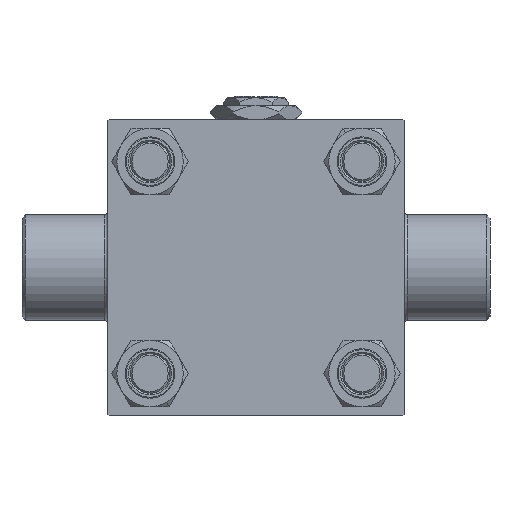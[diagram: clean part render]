
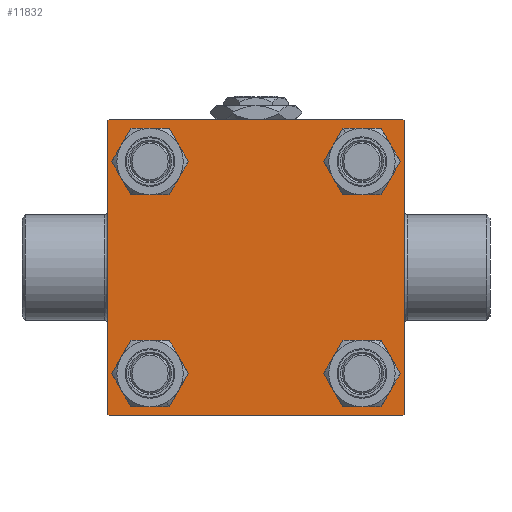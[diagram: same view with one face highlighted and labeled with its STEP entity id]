
A CAD part, left-side view. The second image highlights one B-rep face of the part: STEP entity #11832.
In plain terms, the highlighted planar face has unit normal (-1, 0, 0).
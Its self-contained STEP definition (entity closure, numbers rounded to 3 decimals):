
#134 = CARTESIAN_POINT ( 'NONE',  ( 0., 45., -45. ) ) ;
#461 = VERTEX_POINT ( 'NONE', #30106 ) ;
#1426 = CARTESIAN_POINT ( 'NONE',  ( 0., 45., 44.5 ) ) ;
#1704 = LINE ( 'NONE', #35159, #7933 ) ;
#1863 = VERTEX_POINT ( 'NONE', #32265 ) ;
#2031 = EDGE_CURVE ( 'NONE', #47763, #43944, #1704, .T. ) ;
#2149 = DIRECTION ( 'NONE',  ( 0., 0., -1. ) ) ;
#2170 = FACE_BOUND ( 'NONE', #6885, .T. ) ;
#2198 = EDGE_CURVE ( 'NONE', #13334, #461, #5627, .T. ) ;
#2480 = DIRECTION ( 'NONE',  ( 1., 0., 0. ) ) ;
#2592 = EDGE_CURVE ( 'NONE', #1863, #11702, #36475, .T. ) ;
#2644 = DIRECTION ( 'NONE',  ( 1., 0., 0. ) ) ;
#2785 = ORIENTED_EDGE ( 'NONE', *, *, #35913, .T. ) ;
#2895 = CARTESIAN_POINT ( 'NONE',  ( 0., 44.5, 45. ) ) ;
#3189 = ORIENTED_EDGE ( 'NONE', *, *, #28424, .T. ) ;
#3523 = VECTOR ( 'NONE', #30811, 1000. ) ;
#3817 = DIRECTION ( 'NONE',  ( 0., 0., 1. ) ) ;
#4476 = EDGE_CURVE ( 'NONE', #46020, #43535, #11215, .T. ) ;
#5292 = VERTEX_POINT ( 'NONE', #2895 ) ;
#5557 = DIRECTION ( 'NONE',  ( 0., 0., 1. ) ) ;
#5627 = CIRCLE ( 'NONE', #39628, 6.5 ) ;
#5711 = CARTESIAN_POINT ( 'NONE',  ( 0., -44.5, -45. ) ) ;
#6118 = CARTESIAN_POINT ( 'NONE',  ( 0., 32.15, -32.15 ) ) ;
#6659 = CIRCLE ( 'NONE', #20876, 6.5 ) ;
#6885 = EDGE_LOOP ( 'NONE', ( #46354, #22390 ) ) ;
#7226 = ORIENTED_EDGE ( 'NONE', *, *, #38872, .T. ) ;
#7243 = AXIS2_PLACEMENT_3D ( 'NONE', #11694, #12684, #23087 ) ;
#7541 = VECTOR ( 'NONE', #45708, 1000. ) ;
#7893 = DIRECTION ( 'NONE',  ( 1., 0., 0. ) ) ;
#7933 = VECTOR ( 'NONE', #27968, 1000. ) ;
#8043 = LINE ( 'NONE', #134, #7541 ) ;
#8156 = VECTOR ( 'NONE', #13317, 1000. ) ;
#8957 = CIRCLE ( 'NONE', #19240, 6.5 ) ;
#9326 = LINE ( 'NONE', #24943, #45903 ) ;
#9572 = CIRCLE ( 'NONE', #33313, 6.5 ) ;
#9699 = CIRCLE ( 'NONE', #17626, 6.5 ) ;
#10089 = PLANE ( 'NONE',  #16911 ) ;
#10138 = EDGE_CURVE ( 'NONE', #11702, #1863, #9699, .T. ) ;
#10756 = LINE ( 'NONE', #44698, #30259 ) ;
#11012 = CARTESIAN_POINT ( 'NONE',  ( 0., 32.15, -32.15 ) ) ;
#11215 = CIRCLE ( 'NONE', #7243, 6.5 ) ;
#11694 = CARTESIAN_POINT ( 'NONE',  ( 0., -32.15, 32.15 ) ) ;
#11702 = VERTEX_POINT ( 'NONE', #41485 ) ;
#11832 = ADVANCED_FACE ( 'NONE', ( #39832, #36112, #46748, #2170, #43050 ), #10089, .T. ) ;
#12381 = AXIS2_PLACEMENT_3D ( 'NONE', #11012, #37754, #3817 ) ;
#12684 = DIRECTION ( 'NONE',  ( 1., 0., 0. ) ) ;
#12729 = CARTESIAN_POINT ( 'NONE',  ( 0., -44.5, 45. ) ) ;
#12776 = EDGE_CURVE ( 'NONE', #24156, #32512, #6659, .T. ) ;
#13317 = DIRECTION ( 'NONE',  ( 0., -1., 0. ) ) ;
#13334 = VERTEX_POINT ( 'NONE', #13702 ) ;
#13702 = CARTESIAN_POINT ( 'NONE',  ( 0., 32.15, -38.65 ) ) ;
#14333 = AXIS2_PLACEMENT_3D ( 'NONE', #26979, #7893, #30967 ) ;
#14724 = ORIENTED_EDGE ( 'NONE', *, *, #4476, .T. ) ;
#15775 = VECTOR ( 'NONE', #16644, 1000. ) ;
#16377 = DIRECTION ( 'NONE',  ( 0., 0., 1. ) ) ;
#16644 = DIRECTION ( 'NONE',  ( 0., 0.707, -0.707 ) ) ;
#16911 = AXIS2_PLACEMENT_3D ( 'NONE', #25201, #28667, #31658 ) ;
#17285 = EDGE_CURVE ( 'NONE', #20183, #47763, #8043, .T. ) ;
#17515 = ORIENTED_EDGE ( 'NONE', *, *, #2198, .T. ) ;
#17626 = AXIS2_PLACEMENT_3D ( 'NONE', #38349, #23238, #20268 ) ;
#17736 = LINE ( 'NONE', #36809, #32720 ) ;
#18497 = CARTESIAN_POINT ( 'NONE',  ( 0., -32.15, -32.15 ) ) ;
#19033 = CARTESIAN_POINT ( 'NONE',  ( 0., -45., 44.5 ) ) ;
#19240 = AXIS2_PLACEMENT_3D ( 'NONE', #34948, #42387, #16377 ) ;
#19312 = ORIENTED_EDGE ( 'NONE', *, *, #46753, .T. ) ;
#20183 = VERTEX_POINT ( 'NONE', #34049 ) ;
#20268 = DIRECTION ( 'NONE',  ( 0., 0., 1. ) ) ;
#20492 = VERTEX_POINT ( 'NONE', #43148 ) ;
#20839 = VERTEX_POINT ( 'NONE', #1426 ) ;
#20876 = AXIS2_PLACEMENT_3D ( 'NONE', #18497, #2480, #48723 ) ;
#21869 = CARTESIAN_POINT ( 'NONE',  ( 0., -32.15, 25.65 ) ) ;
#22390 = ORIENTED_EDGE ( 'NONE', *, *, #2592, .T. ) ;
#23087 = DIRECTION ( 'NONE',  ( 0., 0., 1. ) ) ;
#23238 = DIRECTION ( 'NONE',  ( 1., 0., 0. ) ) ;
#24156 = VERTEX_POINT ( 'NONE', #39507 ) ;
#24392 = DIRECTION ( 'NONE',  ( 1., 0., 0. ) ) ;
#24518 = EDGE_CURVE ( 'NONE', #5292, #20839, #39692, .T. ) ;
#24727 = CARTESIAN_POINT ( 'NONE',  ( 0., -32.15, -38.65 ) ) ;
#24943 = CARTESIAN_POINT ( 'NONE',  ( 0., -45., 45. ) ) ;
#25201 = CARTESIAN_POINT ( 'NONE',  ( 0., 0., 0. ) ) ;
#25944 = VERTEX_POINT ( 'NONE', #19033 ) ;
#26110 = LINE ( 'NONE', #30571, #3523 ) ;
#26979 = CARTESIAN_POINT ( 'NONE',  ( 0., 32.15, 32.15 ) ) ;
#27003 = ORIENTED_EDGE ( 'NONE', *, *, #40680, .T. ) ;
#27120 = EDGE_CURVE ( 'NONE', #25944, #43944, #9326, .T. ) ;
#27522 = ORIENTED_EDGE ( 'NONE', *, *, #27120, .F. ) ;
#27968 = DIRECTION ( 'NONE',  ( 0., -0.707, 0.707 ) ) ;
#28424 = EDGE_CURVE ( 'NONE', #32512, #24156, #9572, .T. ) ;
#28667 = DIRECTION ( 'NONE',  ( -1., 0., 0. ) ) ;
#28912 = CARTESIAN_POINT ( 'NONE',  ( 0., 45., 45. ) ) ;
#29126 = DIRECTION ( 'NONE',  ( 0., 0., -1. ) ) ;
#29396 = EDGE_LOOP ( 'NONE', ( #19312, #17515 ) ) ;
#30106 = CARTESIAN_POINT ( 'NONE',  ( 0., 32.15, -25.65 ) ) ;
#30227 = EDGE_LOOP ( 'NONE', ( #45339, #2785, #47639, #48466, #27522, #27003, #43392, #40701 ) ) ;
#30259 = VECTOR ( 'NONE', #30321, 1000. ) ;
#30321 = DIRECTION ( 'NONE',  ( 0., -0.707, -0.707 ) ) ;
#30571 = CARTESIAN_POINT ( 'NONE',  ( 0., -44.75, 44.75 ) ) ;
#30811 = DIRECTION ( 'NONE',  ( 0., 0.707, 0.707 ) ) ;
#30967 = DIRECTION ( 'NONE',  ( 0., 0., 1. ) ) ;
#31658 = DIRECTION ( 'NONE',  ( 0., 0., 1. ) ) ;
#32265 = CARTESIAN_POINT ( 'NONE',  ( 0., 32.15, 25.65 ) ) ;
#32512 = VERTEX_POINT ( 'NONE', #24727 ) ;
#32720 = VECTOR ( 'NONE', #29126, 1000. ) ;
#33260 = CARTESIAN_POINT ( 'NONE',  ( 0., -32.15, 38.65 ) ) ;
#33313 = AXIS2_PLACEMENT_3D ( 'NONE', #43222, #24392, #5557 ) ;
#33484 = EDGE_LOOP ( 'NONE', ( #7226, #14724 ) ) ;
#33624 = EDGE_CURVE ( 'NONE', #20839, #20492, #17736, .T. ) ;
#33780 = VERTEX_POINT ( 'NONE', #12729 ) ;
#34049 = CARTESIAN_POINT ( 'NONE',  ( 0., 44.5, -45. ) ) ;
#34948 = CARTESIAN_POINT ( 'NONE',  ( 0., -32.15, 32.15 ) ) ;
#35159 = CARTESIAN_POINT ( 'NONE',  ( 0., -44.75, -44.75 ) ) ;
#35570 = EDGE_CURVE ( 'NONE', #5292, #33780, #36598, .T. ) ;
#35913 = EDGE_CURVE ( 'NONE', #20492, #20183, #10756, .T. ) ;
#36112 = FACE_BOUND ( 'NONE', #45770, .T. ) ;
#36248 = ORIENTED_EDGE ( 'NONE', *, *, #12776, .T. ) ;
#36475 = CIRCLE ( 'NONE', #14333, 6.5 ) ;
#36598 = LINE ( 'NONE', #28912, #8156 ) ;
#36809 = CARTESIAN_POINT ( 'NONE',  ( 0., 45., 45. ) ) ;
#37709 = CIRCLE ( 'NONE', #12381, 6.5 ) ;
#37754 = DIRECTION ( 'NONE',  ( 1., 0., 0. ) ) ;
#38349 = CARTESIAN_POINT ( 'NONE',  ( 0., 32.15, 32.15 ) ) ;
#38872 = EDGE_CURVE ( 'NONE', #43535, #46020, #8957, .T. ) ;
#39507 = CARTESIAN_POINT ( 'NONE',  ( 0., -32.15, -25.65 ) ) ;
#39628 = AXIS2_PLACEMENT_3D ( 'NONE', #6118, #2644, #48216 ) ;
#39692 = LINE ( 'NONE', #43896, #15775 ) ;
#39832 = FACE_BOUND ( 'NONE', #33484, .T. ) ;
#40680 = EDGE_CURVE ( 'NONE', #25944, #33780, #26110, .T. ) ;
#40701 = ORIENTED_EDGE ( 'NONE', *, *, #24518, .T. ) ;
#41485 = CARTESIAN_POINT ( 'NONE',  ( 0., 32.15, 38.65 ) ) ;
#42387 = DIRECTION ( 'NONE',  ( 1., 0., 0. ) ) ;
#42510 = CARTESIAN_POINT ( 'NONE',  ( 0., -45., -44.5 ) ) ;
#43050 = FACE_OUTER_BOUND ( 'NONE', #30227, .T. ) ;
#43148 = CARTESIAN_POINT ( 'NONE',  ( 0., 45., -44.5 ) ) ;
#43222 = CARTESIAN_POINT ( 'NONE',  ( 0., -32.15, -32.15 ) ) ;
#43392 = ORIENTED_EDGE ( 'NONE', *, *, #35570, .F. ) ;
#43535 = VERTEX_POINT ( 'NONE', #33260 ) ;
#43896 = CARTESIAN_POINT ( 'NONE',  ( 0., 44.75, 44.75 ) ) ;
#43944 = VERTEX_POINT ( 'NONE', #42510 ) ;
#44698 = CARTESIAN_POINT ( 'NONE',  ( 0., 44.75, -44.75 ) ) ;
#45339 = ORIENTED_EDGE ( 'NONE', *, *, #33624, .T. ) ;
#45708 = DIRECTION ( 'NONE',  ( 0., -1., 0. ) ) ;
#45770 = EDGE_LOOP ( 'NONE', ( #36248, #3189 ) ) ;
#45903 = VECTOR ( 'NONE', #2149, 1000. ) ;
#46020 = VERTEX_POINT ( 'NONE', #21869 ) ;
#46354 = ORIENTED_EDGE ( 'NONE', *, *, #10138, .T. ) ;
#46748 = FACE_BOUND ( 'NONE', #29396, .T. ) ;
#46753 = EDGE_CURVE ( 'NONE', #461, #13334, #37709, .T. ) ;
#47639 = ORIENTED_EDGE ( 'NONE', *, *, #17285, .T. ) ;
#47763 = VERTEX_POINT ( 'NONE', #5711 ) ;
#48216 = DIRECTION ( 'NONE',  ( 0., 0., 1. ) ) ;
#48466 = ORIENTED_EDGE ( 'NONE', *, *, #2031, .T. ) ;
#48723 = DIRECTION ( 'NONE',  ( 0., 0., 1. ) ) ;
